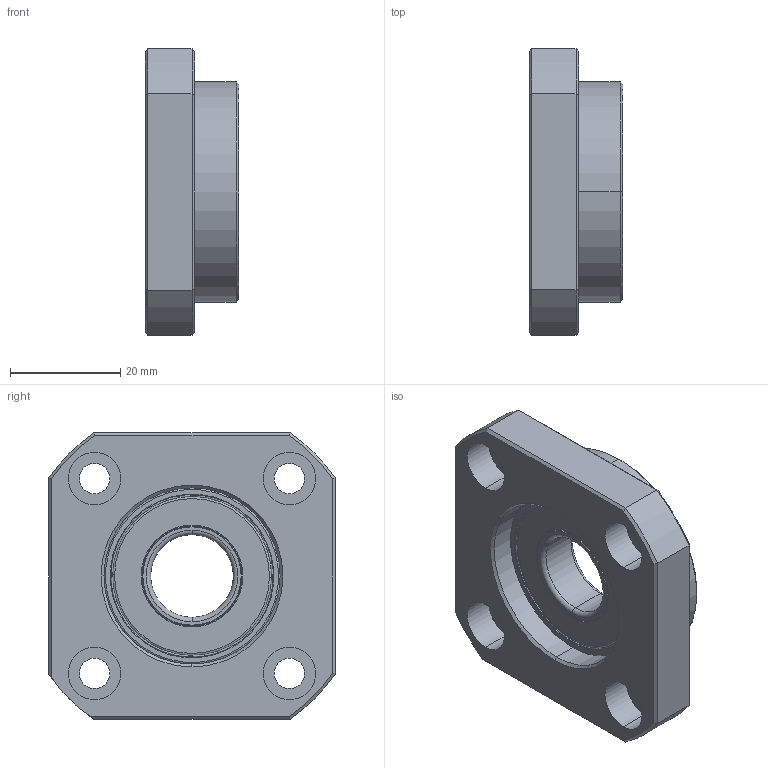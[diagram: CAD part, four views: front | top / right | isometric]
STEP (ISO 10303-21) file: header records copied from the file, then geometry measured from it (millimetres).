
FILE_DESCRIPTION (( 'STEP AP203' ), '1' );
FILE_NAME ('FF15²Õ¦X¥ó.STEP', '2010-10-04T07:45:26', ( '' ), ( '' ), 'SwSTEP 2.0', 'SolidWorks 2008', '' );
FILE_SCHEMA (( 'CONFIG_CONTROL_DESIGN' ));
Length unit declared in the file: millimetre
Products named in the file (1): FF15組合件
Bounding box: 17 x 52 x 52 mm (x, y, z)
Volume: 20737.9 mm3; surface area: 14644.7 mm2
Topology: 13 solids, 13 shells, 255 faces, 618 edges, 383 vertices
Faces by surface type: plane 81, cylinder 77, torus 66, cone 17, sphere 14
Entity records: 7847 total; most frequent: CARTESIAN_POINT 1927, DIRECTION 1322, ORIENTED_EDGE 1166, EDGE_CURVE 583, AXIS2_PLACEMENT_3D 569, VERTEX_POINT 362, CIRCLE 313, EDGE_LOOP 283
